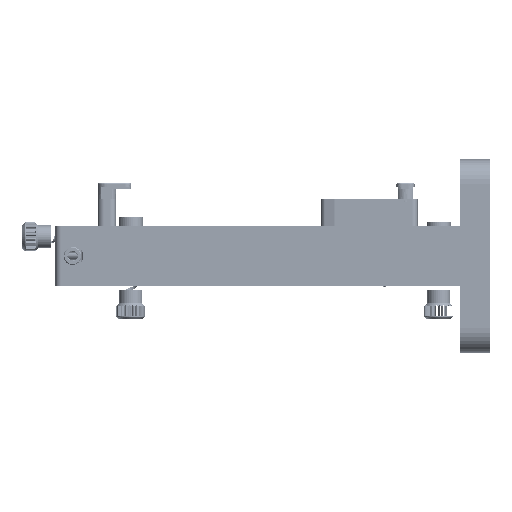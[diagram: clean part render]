
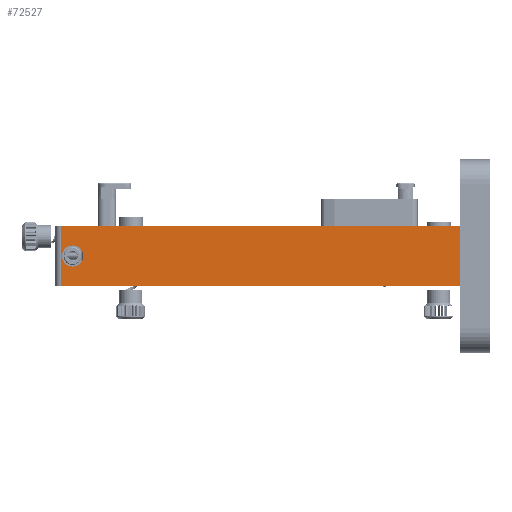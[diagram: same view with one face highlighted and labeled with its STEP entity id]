
A CAD part, left-side view. The second image highlights one B-rep face of the part: STEP entity #72527.
In plain terms, the highlighted planar face has unit normal (-1, 0, 0).
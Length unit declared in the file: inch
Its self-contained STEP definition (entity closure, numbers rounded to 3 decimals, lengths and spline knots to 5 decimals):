
#7226 = LINE ( 'NONE', #171648, #158119 ) ;
#8246 = FACE_OUTER_BOUND ( 'NONE', #12883, .T. ) ;
#9916 = DIRECTION ( 'NONE',  ( 0., 0., -1. ) ) ;
#12883 = EDGE_LOOP ( 'NONE', ( #23168, #75879, #37176, #123767 ) ) ;
#23168 = ORIENTED_EDGE ( 'NONE', *, *, #131957, .T. ) ;
#23648 = CARTESIAN_POINT ( 'NONE',  ( -4.2349, 4.39125, 0.21875 ) ) ;
#27432 = VERTEX_POINT ( 'NONE', #177336 ) ;
#31761 = VECTOR ( 'NONE', #175493, 39.37008 ) ;
#32419 = VERTEX_POINT ( 'NONE', #104088 ) ;
#33645 = EDGE_CURVE ( 'NONE', #32419, #27432, #7226, .T. ) ;
#36928 = FACE_BOUND ( 'NONE', #177488, .T. ) ;
#37140 = DIRECTION ( 'NONE',  ( 0., 0., 1. ) ) ;
#37176 = ORIENTED_EDGE ( 'NONE', *, *, #41467, .F. ) ;
#37805 = PLANE ( 'NONE',  #111716 ) ;
#40785 = VECTOR ( 'NONE', #114673, 39.37008 ) ;
#41467 = EDGE_CURVE ( 'NONE', #32419, #49862, #139107, .T. ) ;
#46277 = CARTESIAN_POINT ( 'NONE',  ( -4.2349, 4.39125, 0. ) ) ;
#49862 = VERTEX_POINT ( 'NONE', #107513 ) ;
#64674 = CARTESIAN_POINT ( 'NONE',  ( -4.2349, 4.62505, -0.625 ) ) ;
#67837 = VERTEX_POINT ( 'NONE', #23648 ) ;
#70934 = DIRECTION ( 'NONE',  ( 0., 0., -1. ) ) ;
#72193 = CARTESIAN_POINT ( 'NONE',  ( -4.2349, 4.39125, -0.21875 ) ) ;
#72527 = ADVANCED_FACE ( 'NONE', ( #36928, #8246 ), #37805, .F. ) ;
#74937 = ORIENTED_EDGE ( 'NONE', *, *, #137936, .F. ) ;
#75879 = ORIENTED_EDGE ( 'NONE', *, *, #124058, .T. ) ;
#81952 = CARTESIAN_POINT ( 'NONE',  ( -4.2349, -3.63865, 0.625 ) ) ;
#83516 = EDGE_CURVE ( 'NONE', #67837, #121573, #162517, .T. ) ;
#92507 = LINE ( 'NONE', #64674, #135820 ) ;
#104088 = CARTESIAN_POINT ( 'NONE',  ( -4.2349, -3.63865, -0.625 ) ) ;
#107513 = CARTESIAN_POINT ( 'NONE',  ( -4.2349, 4.62505, -0.625 ) ) ;
#109509 = CARTESIAN_POINT ( 'NONE',  ( -4.2349, -3.63865, -0.625 ) ) ;
#111716 = AXIS2_PLACEMENT_3D ( 'NONE', #109509, #138377, #70934 ) ;
#114673 = DIRECTION ( 'NONE',  ( 0., 1., 0. ) ) ;
#121573 = VERTEX_POINT ( 'NONE', #72193 ) ;
#123237 = LINE ( 'NONE', #81952, #31761 ) ;
#123767 = ORIENTED_EDGE ( 'NONE', *, *, #33645, .T. ) ;
#123925 = CARTESIAN_POINT ( 'NONE',  ( -4.2349, 4.62505, 0.625 ) ) ;
#124058 = EDGE_CURVE ( 'NONE', #125553, #49862, #92507, .T. ) ;
#125553 = VERTEX_POINT ( 'NONE', #123925 ) ;
#125579 = CARTESIAN_POINT ( 'NONE',  ( -4.2349, -3.63865, -0.625 ) ) ;
#131957 = EDGE_CURVE ( 'NONE', #27432, #125553, #123237, .T. ) ;
#133882 = AXIS2_PLACEMENT_3D ( 'NONE', #46277, #154133, #157692 ) ;
#135820 = VECTOR ( 'NONE', #9916, 39.37008 ) ;
#137936 = EDGE_CURVE ( 'NONE', #121573, #67837, #143065, .T. ) ;
#138377 = DIRECTION ( 'NONE',  ( 1., 0., 0. ) ) ;
#139107 = LINE ( 'NONE', #125579, #40785 ) ;
#143065 = CIRCLE ( 'NONE', #166041, 0.21875 ) ;
#151100 = ORIENTED_EDGE ( 'NONE', *, *, #83516, .F. ) ;
#154133 = DIRECTION ( 'NONE',  ( -1., 0., 0. ) ) ;
#157692 = DIRECTION ( 'NONE',  ( 0., 0., 1. ) ) ;
#158119 = VECTOR ( 'NONE', #159847, 39.37008 ) ;
#159847 = DIRECTION ( 'NONE',  ( 0., 0., 1. ) ) ;
#160215 = DIRECTION ( 'NONE',  ( -1., 0., 0. ) ) ;
#162517 = CIRCLE ( 'NONE', #133882, 0.21875 ) ;
#166041 = AXIS2_PLACEMENT_3D ( 'NONE', #173732, #160215, #37140 ) ;
#171648 = CARTESIAN_POINT ( 'NONE',  ( -4.2349, -3.63865, -0.625 ) ) ;
#173732 = CARTESIAN_POINT ( 'NONE',  ( -4.2349, 4.39125, 0. ) ) ;
#175493 = DIRECTION ( 'NONE',  ( 0., 1., 0. ) ) ;
#177336 = CARTESIAN_POINT ( 'NONE',  ( -4.2349, -3.63865, 0.625 ) ) ;
#177488 = EDGE_LOOP ( 'NONE', ( #151100, #74937 ) ) ;
